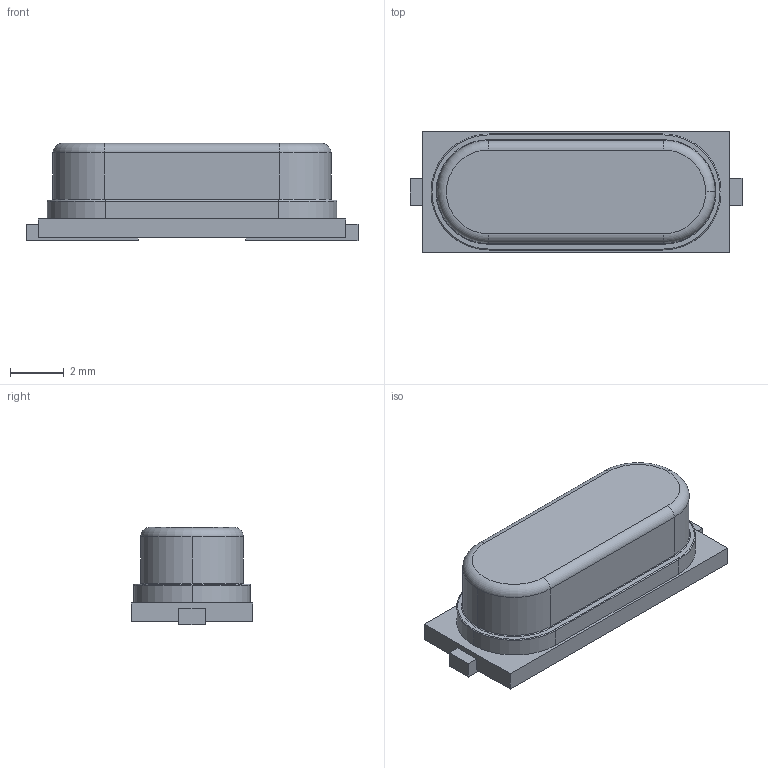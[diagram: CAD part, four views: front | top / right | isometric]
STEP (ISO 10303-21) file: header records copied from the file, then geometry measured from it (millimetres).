
FILE_DESCRIPTION (( 'STEP AP214' ), '1' );
FILE_NAME ('User Library-HC49_SMD.STEP', '2012-12-04T11:47:37', ( 'Windows User' ), ( '' ), 'SwSTEP 2.0', 'SolidWorks 2013', '' );
FILE_SCHEMA (( 'AUTOMOTIVE_DESIGN' ));
Length unit declared in the file: millimetre
Products named in the file (1): User Library-HC49_SMD
Bounding box: 12.3 x 4.5 x 3.6 mm (x, y, z)
Volume: 141.8 mm3; surface area: 195.9 mm2
Topology: 1 solids, 1 shells, 45 faces, 111 edges, 70 vertices
Faces by surface type: plane 24, cylinder 12, torus 9
Entity records: 1714 total; most frequent: DIRECTION 242, CARTESIAN_POINT 227, ORIENTED_EDGE 222, EDGE_CURVE 111, AXIS2_PLACEMENT_3D 85, VECTOR 72, LINE 72, VERTEX_POINT 70
